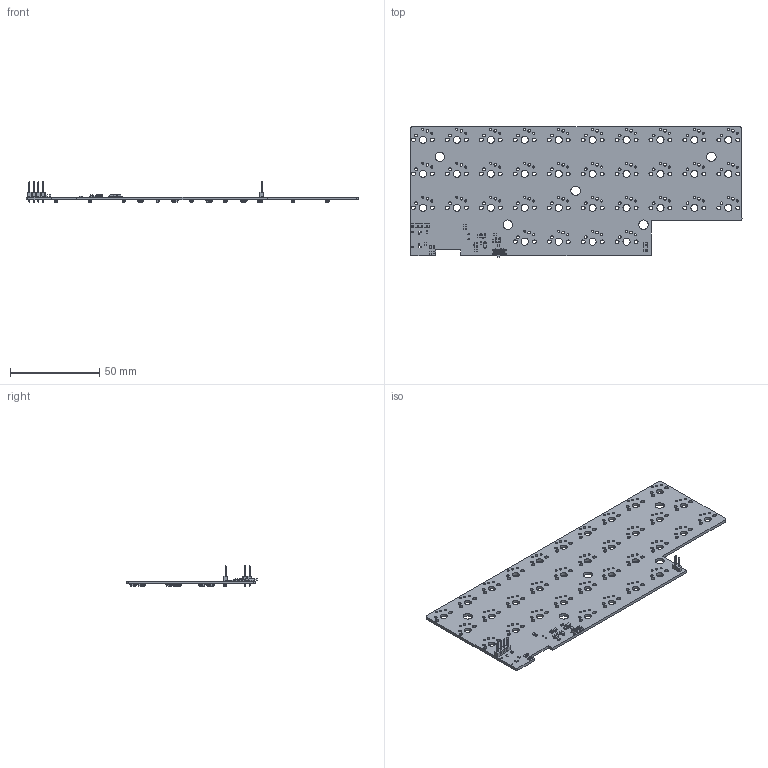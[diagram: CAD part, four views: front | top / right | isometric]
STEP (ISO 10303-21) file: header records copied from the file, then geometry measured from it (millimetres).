
FILE_DESCRIPTION(('KiCad electronic assembly'),'2;1');
FILE_NAME('macropad.step','2025-10-12T11:23:25',('Pcbnew'),('Kicad'), 'Open CASCADE STEP processor 7.6','KiCad to STEP converter','Unknown' );
FILE_SCHEMA(('AUTOMOTIVE_DESIGN { 1 0 10303 214 1 1 1 1 }'));
Length unit declared in the file: millimetre
Products named in the file (20): macropad 1; R_0603_1608Metric; PinHeader_1x02_P2.54mm_Vertical; PinHeader_1x02_P254mm_Vertical; PinHeader_1x04_P2.54mm_Vertical; PinHeader_1x04_P254mm_Vertical; D_SOD-123; D_SOD_123; C_0603_1608Metric; SOT-23; SOT_23; LED_0603_1608Metric; SOT-23-5; SOT_23_5; SW_SPDT_PCM12; Fusion_sp; _autosave-macropad_PCB
Assembly tree (65 placements, depth 3):
  macropad 1
    R_0603_1608Metric  x8
      R_0603_1608Metric
    PinHeader_1x02_P2.54mm_Vertical
      PinHeader_1x02_P254mm_Vertical
    PinHeader_1x04_P2.54mm_Vertical
      PinHeader_1x04_P254mm_Vertical
    D_SOD-123  x35
      D_SOD_123
    C_0603_1608Metric  x4
      C_0603_1608Metric
    SOT-23  x2
      SOT_23
    LED_0603_1608Metric  x2
      LED_0603_1608Metric
    SOT-23-5
      SOT_23_5
    SW_SPDT_PCM12
      Fusion_sp
    _autosave-macropad_PCB
Bounding box: 186.38 x 73.03 x 11.54 mm (x, y, z)
Volume: 18638.7 mm3; surface area: 27497.7 mm2
Topology: 56 solids, 56 shells, 3810 faces, 9374 edges, 5736 vertices
Faces by surface type: plane 1881, bspline 993, cylinder 934, cone 2
Full cylindrical faces by diameter (mm): 0.65 x2, 0.75 x2, 0.8 x2, 0.9 x2, 1 x6, 1.2 x68, 1.5 x68, 4 x34, 5.3 x5
Entity records: 41899 total; most frequent: CARTESIAN_POINT 6577, DIRECTION 6313, ORIENTED_EDGE 6130, EDGE_CURVE 3065, AXIS2_PLACEMENT_3D 2220, VERTEX_POINT 1964, LINE 1873, VECTOR 1873
